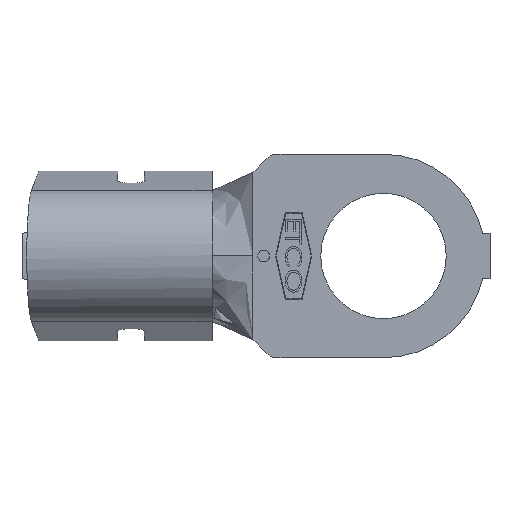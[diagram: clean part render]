
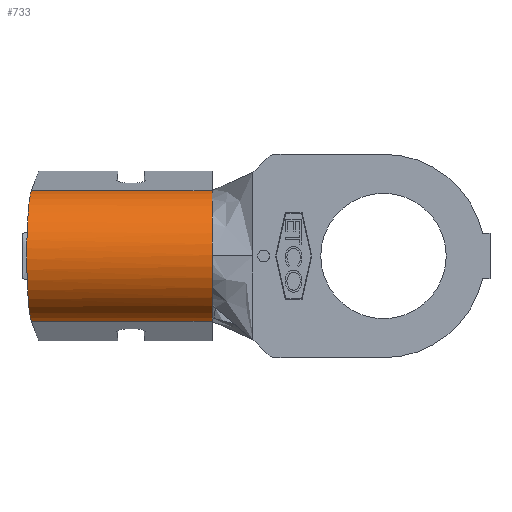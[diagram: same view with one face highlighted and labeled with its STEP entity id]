
A CAD part, front view. The second image highlights one B-rep face of the part: STEP entity #733.
In plain terms, the highlighted cylindrical face has radius 3.556 mm (diameter 7.112 mm), a partial arc.
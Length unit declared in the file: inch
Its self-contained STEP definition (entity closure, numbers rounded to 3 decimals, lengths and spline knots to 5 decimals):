
#25 = CARTESIAN_POINT ( 'NONE',  ( -0.74416, 0.00964, 0.05105 ) ) ;
#108 = DIRECTION ( 'NONE',  ( 0., 0., -1. ) ) ;
#220 = CARTESIAN_POINT ( 'NONE',  ( -0.73547, 0.10889, -0.1365 ) ) ;
#227 = DIRECTION ( 'NONE',  ( -1., 0., 0. ) ) ;
#271 = CARTESIAN_POINT ( 'NONE',  ( -0.74419, 0.00923, -0.05 ) ) ;
#340 = DIRECTION ( 'NONE',  ( 0., 0., -1. ) ) ;
#363 = CARTESIAN_POINT ( 'NONE',  ( -0.358, 0.10889, 0.1365 ) ) ;
#446 = CARTESIAN_POINT ( 'NONE',  ( -0.358, 0.10889, 0.1365 ) ) ;
#454 = VECTOR ( 'NONE', #227, 39.37008 ) ;
#467 = ORIENTED_EDGE ( 'NONE', *, *, #978, .T. ) ;
#470 = CARTESIAN_POINT ( 'NONE',  ( -0.74487, 0.00909, -0.04963 ) ) ;
#661 = CARTESIAN_POINT ( 'NONE',  ( -0.74483, 0.00912, -0.04969 ) ) ;
#692 = CARTESIAN_POINT ( 'NONE',  ( -0.74528, -0.00322, -0.01743 ) ) ;
#733 = ADVANCED_FACE ( 'NONE', ( #3657 ), #4676, .T. ) ;
#847 = CARTESIAN_POINT ( 'NONE',  ( -0.74416, 0.00964, 0.05105 ) ) ;
#912 = CARTESIAN_POINT ( 'NONE',  ( -0.74429, 0.0094, 0.05043 ) ) ;
#923 =( BOUNDED_CURVE ( )  B_SPLINE_CURVE ( 3, ( #1581, #692, #4179, #2026 ),
 .UNSPECIFIED., .F., .T. ) 
 B_SPLINE_CURVE_WITH_KNOTS ( ( 4, 4 ),
 ( 5.91798, 6.64839 ),
 .UNSPECIFIED. ) 
 CURVE ( )  GEOMETRIC_REPRESENTATION_ITEM ( )  RATIONAL_B_SPLINE_CURVE ( ( 1., 0.956, 0.956, 1. ) ) 
 REPRESENTATION_ITEM ( '' )  );
#955 = CARTESIAN_POINT ( 'NONE',  ( -0.74521, 0.00903, 0.04946 ) ) ;
#978 = EDGE_CURVE ( 'NONE', #1442, #1517, #1954, .T. ) ;
#1014 = EDGE_CURVE ( 'NONE', #3217, #1430, #923, .T. ) ;
#1027 = VERTEX_POINT ( 'NONE', #3799 ) ;
#1033 =( BOUNDED_CURVE ( )  B_SPLINE_CURVE ( 3, ( #2604, #5095, #3471, #847 ),
 .UNSPECIFIED., .F., .F. ) 
 B_SPLINE_CURVE_WITH_KNOTS ( ( 4, 4 ),
 ( 4.93649, 5.90995 ),
 .UNSPECIFIED. ) 
 CURVE ( )  GEOMETRIC_REPRESENTATION_ITEM ( )  RATIONAL_B_SPLINE_CURVE ( ( 1., 0.923, 0.923, 1. ) ) 
 REPRESENTATION_ITEM ( '' )  );
#1068 = ORIENTED_EDGE ( 'NONE', *, *, #1014, .F. ) ;
#1076 = DIRECTION ( 'NONE',  ( 0., 0., 1. ) ) ;
#1112 = CARTESIAN_POINT ( 'NONE',  ( -0.74453, 0.00923, -0.05 ) ) ;
#1121 = CARTESIAN_POINT ( 'NONE',  ( -0.74416, 0.00964, -0.05105 ) ) ;
#1126 = VERTEX_POINT ( 'NONE', #1730 ) ;
#1208 = ORIENTED_EDGE ( 'NONE', *, *, #4226, .T. ) ;
#1352 = CARTESIAN_POINT ( 'NONE',  ( -0.74419, 0.00923, -0.05 ) ) ;
#1362 = CARTESIAN_POINT ( 'NONE',  ( -0.74449, 0.00925, 0.05005 ) ) ;
#1369 = CARTESIAN_POINT ( 'NONE',  ( -0.358, 0.10889, -0.1365 ) ) ;
#1430 = VERTEX_POINT ( 'NONE', #1563 ) ;
#1442 = VERTEX_POINT ( 'NONE', #1121 ) ;
#1517 = VERTEX_POINT ( 'NONE', #2873 ) ;
#1530 = CARTESIAN_POINT ( 'NONE',  ( -0.74521, 0.00903, -0.04946 ) ) ;
#1552 = CARTESIAN_POINT ( 'NONE',  ( -0.74432, 0.00938, -0.05038 ) ) ;
#1563 = CARTESIAN_POINT ( 'NONE',  ( -0.74419, 0.00923, 0.05 ) ) ;
#1581 = CARTESIAN_POINT ( 'NONE',  ( -0.74419, 0.00923, -0.05 ) ) ;
#1611 = VERTEX_POINT ( 'NONE', #363 ) ;
#1628 = EDGE_LOOP ( 'NONE', ( #4058, #1208, #3895, #2527, #1068, #2747, #2398, #467, #1797, #3158, #4693 ) ) ;
#1697 = EDGE_CURVE ( 'NONE', #1611, #1126, #3005, .T. ) ;
#1730 = CARTESIAN_POINT ( 'NONE',  ( -0.358, 0.00001, 0.00162 ) ) ;
#1740 = AXIS2_PLACEMENT_3D ( 'NONE', #5308, #2741, #108 ) ;
#1795 = CARTESIAN_POINT ( 'NONE',  ( -0.74521, 0.00903, 0.04946 ) ) ;
#1797 = ORIENTED_EDGE ( 'NONE', *, *, #3463, .F. ) ;
#1809 = CARTESIAN_POINT ( 'NONE',  ( -0.7448, 0.00913, 0.04972 ) ) ;
#1902 = EDGE_CURVE ( 'NONE', #1430, #1965, #3717, .T. ) ;
#1954 =( BOUNDED_CURVE ( )  B_SPLINE_CURVE ( 3, ( #5415, #4569, #2359, #220 ),
 .UNSPECIFIED., .F., .T. ) 
 B_SPLINE_CURVE_WITH_KNOTS ( ( 4, 4 ),
 ( 0.37324, 1.34669 ),
 .UNSPECIFIED. ) 
 CURVE ( )  GEOMETRIC_REPRESENTATION_ITEM ( )  RATIONAL_B_SPLINE_CURVE ( ( 1., 0.923, 0.923, 1. ) ) 
 REPRESENTATION_ITEM ( '' )  );
#1965 = VERTEX_POINT ( 'NONE', #955 ) ;
#2000 = CARTESIAN_POINT ( 'NONE',  ( -0.74416, 0.00955, -0.05082 ) ) ;
#2026 = CARTESIAN_POINT ( 'NONE',  ( -0.74419, 0.00923, 0.05 ) ) ;
#2215 = CARTESIAN_POINT ( 'NONE',  ( -0.74521, 0.00903, -0.04946 ) ) ;
#2243 = CARTESIAN_POINT ( 'NONE',  ( -0.74521, 0.00903, 0.04946 ) ) ;
#2359 = CARTESIAN_POINT ( 'NONE',  ( -0.73951, 0.06275, -0.12598 ) ) ;
#2398 = ORIENTED_EDGE ( 'NONE', *, *, #4053, .T. ) ;
#2482 = EDGE_CURVE ( 'NONE', #3902, #1965, #4320, .T. ) ;
#2527 = ORIENTED_EDGE ( 'NONE', *, *, #1902, .F. ) ;
#2604 = CARTESIAN_POINT ( 'NONE',  ( -0.73547, 0.10889, 0.1365 ) ) ;
#2660 = CARTESIAN_POINT ( 'NONE',  ( -0.74416, 0.00956, 0.05084 ) ) ;
#2741 = DIRECTION ( 'NONE',  ( 1., 0., 0. ) ) ;
#2747 = ORIENTED_EDGE ( 'NONE', *, *, #5188, .F. ) ;
#2873 = CARTESIAN_POINT ( 'NONE',  ( -0.73547, 0.10889, -0.1365 ) ) ;
#2964 = DIRECTION ( 'NONE',  ( 1., 0., 0. ) ) ;
#3005 = CIRCLE ( 'NONE', #1740, 0.14 ) ;
#3158 = ORIENTED_EDGE ( 'NONE', *, *, #4581, .F. ) ;
#3217 = VERTEX_POINT ( 'NONE', #271 ) ;
#3247 = CARTESIAN_POINT ( 'NONE',  ( -0.358, 0.14, 0. ) ) ;
#3463 = EDGE_CURVE ( 'NONE', #5414, #1517, #5061, .T. ) ;
#3471 = CARTESIAN_POINT ( 'NONE',  ( -0.74265, 0.02689, 0.09511 ) ) ;
#3496 = CARTESIAN_POINT ( 'NONE',  ( -0.74416, 0.00964, 0.05105 ) ) ;
#3515 = CARTESIAN_POINT ( 'NONE',  ( -0.74453, 0.00916, 0.04981 ) ) ;
#3527 = LINE ( 'NONE', #446, #4532 ) ;
#3529 = CARTESIAN_POINT ( 'NONE',  ( -0.74421, 0.00947, 0.05063 ) ) ;
#3643 = EDGE_CURVE ( 'NONE', #1611, #4894, #3527, .T. ) ;
#3657 = FACE_OUTER_BOUND ( 'NONE', #1628, .T. ) ;
#3713 = CARTESIAN_POINT ( 'NONE',  ( -0.74468, 0.00917, -0.04985 ) ) ;
#3717 = B_SPLINE_CURVE_WITH_KNOTS ( 'NONE', 3,
 ( #3959, #3515, #4383, #1795 ),
 .UNSPECIFIED., .F., .F.,
 ( 4, 4 ),
 ( 0., 0.00003 ),
 .UNSPECIFIED. ) ;
#3770 = AXIS2_PLACEMENT_3D ( 'NONE', #5520, #2964, #340 ) ;
#3799 = CARTESIAN_POINT ( 'NONE',  ( -0.74521, 0.00903, -0.04946 ) ) ;
#3895 = ORIENTED_EDGE ( 'NONE', *, *, #2482, .T. ) ;
#3902 = VERTEX_POINT ( 'NONE', #3496 ) ;
#3940 = DIRECTION ( 'NONE',  ( -1., 0., 0. ) ) ;
#3959 = CARTESIAN_POINT ( 'NONE',  ( -0.74419, 0.00923, 0.05 ) ) ;
#3968 = CARTESIAN_POINT ( 'NONE',  ( -0.74453, 0.00916, -0.04981 ) ) ;
#3976 = CARTESIAN_POINT ( 'NONE',  ( -0.74437, 0.00932, 0.05024 ) ) ;
#4053 = EDGE_CURVE ( 'NONE', #1027, #1442, #4076, .T. ) ;
#4058 = ORIENTED_EDGE ( 'NONE', *, *, #3643, .T. ) ;
#4076 = B_SPLINE_CURVE_WITH_KNOTS ( 'NONE', 3,
 ( #1530, #4135, #661, #3713, #1112, #4159, #1552, #4578, #2000, #5003 ),
 .UNSPECIFIED., .F., .F.,
 ( 4, 3, 3, 4 ),
 ( 0., 0.00002, 0.00003, 0.00005 ),
 .UNSPECIFIED. ) ;
#4135 = CARTESIAN_POINT ( 'NONE',  ( -0.74501, 0.00906, -0.04956 ) ) ;
#4159 = CARTESIAN_POINT ( 'NONE',  ( -0.7444, 0.0093, -0.05018 ) ) ;
#4179 = CARTESIAN_POINT ( 'NONE',  ( -0.74528, -0.00322, 0.01743 ) ) ;
#4226 = EDGE_CURVE ( 'NONE', #4894, #3902, #1033, .T. ) ;
#4246 = B_SPLINE_CURVE_WITH_KNOTS ( 'NONE', 3,
 ( #2215, #470, #3968, #1352 ),
 .UNSPECIFIED., .F., .F.,
 ( 4, 4 ),
 ( 0., 0.00003 ),
 .UNSPECIFIED. ) ;
#4320 = B_SPLINE_CURVE_WITH_KNOTS ( 'NONE', 3,
 ( #25, #2660, #3529, #912, #3976, #1362, #4392, #1809, #4826, #2243 ),
 .UNSPECIFIED., .F., .F.,
 ( 4, 3, 3, 4 ),
 ( 0., 0.00002, 0.00003, 0.00005 ),
 .UNSPECIFIED. ) ;
#4383 = CARTESIAN_POINT ( 'NONE',  ( -0.74487, 0.00909, 0.04963 ) ) ;
#4392 = CARTESIAN_POINT ( 'NONE',  ( -0.74464, 0.00919, 0.04989 ) ) ;
#4532 = VECTOR ( 'NONE', #3940, 39.37008 ) ;
#4569 = CARTESIAN_POINT ( 'NONE',  ( -0.74265, 0.02689, -0.09511 ) ) ;
#4578 = CARTESIAN_POINT ( 'NONE',  ( -0.74422, 0.00946, -0.05059 ) ) ;
#4579 = CARTESIAN_POINT ( 'NONE',  ( -0.73547, 0.10889, 0.1365 ) ) ;
#4581 = EDGE_CURVE ( 'NONE', #1126, #5414, #4658, .T. ) ;
#4658 = CIRCLE ( 'NONE', #3770, 0.14 ) ;
#4676 = CYLINDRICAL_SURFACE ( 'NONE', #5226, 0.14 ) ;
#4693 = ORIENTED_EDGE ( 'NONE', *, *, #1697, .F. ) ;
#4826 = CARTESIAN_POINT ( 'NONE',  ( -0.745, 0.00907, 0.04957 ) ) ;
#4894 = VERTEX_POINT ( 'NONE', #4579 ) ;
#4962 = CARTESIAN_POINT ( 'NONE',  ( -0.358, 0.10889, -0.1365 ) ) ;
#5003 = CARTESIAN_POINT ( 'NONE',  ( -0.74416, 0.00964, -0.05105 ) ) ;
#5061 = LINE ( 'NONE', #1369, #454 ) ;
#5095 = CARTESIAN_POINT ( 'NONE',  ( -0.73951, 0.06275, 0.12598 ) ) ;
#5188 = EDGE_CURVE ( 'NONE', #1027, #3217, #4246, .T. ) ;
#5226 = AXIS2_PLACEMENT_3D ( 'NONE', #3247, #5377, #1076 ) ;
#5308 = CARTESIAN_POINT ( 'NONE',  ( -0.358, 0.14, 0. ) ) ;
#5377 = DIRECTION ( 'NONE',  ( -1., 0., 0. ) ) ;
#5414 = VERTEX_POINT ( 'NONE', #4962 ) ;
#5415 = CARTESIAN_POINT ( 'NONE',  ( -0.74416, 0.00964, -0.05105 ) ) ;
#5520 = CARTESIAN_POINT ( 'NONE',  ( -0.358, 0.14, 0. ) ) ;
